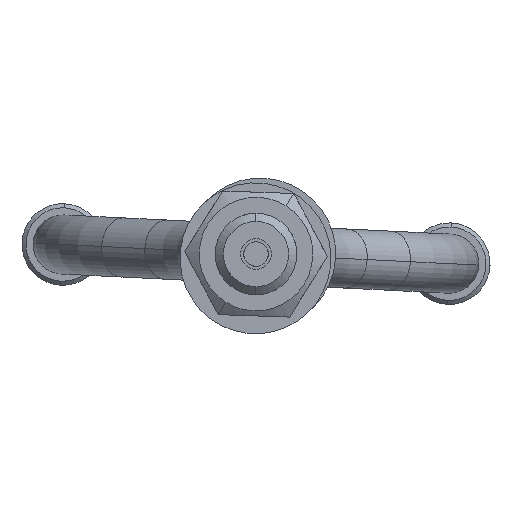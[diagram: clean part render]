
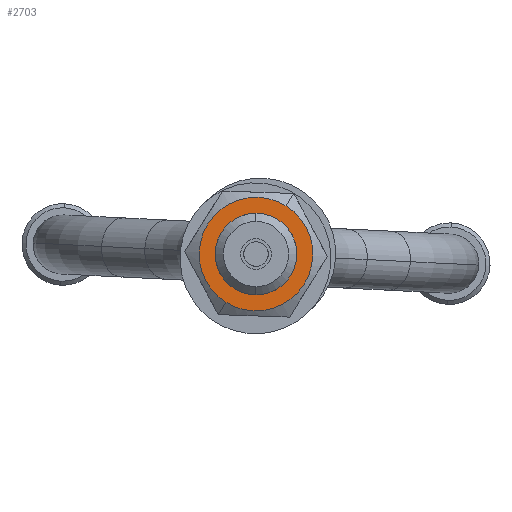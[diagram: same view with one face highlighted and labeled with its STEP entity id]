
A CAD part, left-side view. The second image highlights one B-rep face of the part: STEP entity #2703.
In plain terms, the highlighted planar face has unit normal (-1, 0, 0).
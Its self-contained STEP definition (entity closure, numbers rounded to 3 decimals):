
#4 = CARTESIAN_POINT ( 'NONE',  ( -1.2, 0., 0. ) ) ;
#313 = CIRCLE ( 'NONE', #1121, 2. ) ;
#393 = DIRECTION ( 'NONE',  ( 1., 0., 0. ) ) ;
#440 = DIRECTION ( 'NONE',  ( 1., 0., 0. ) ) ;
#618 = DIRECTION ( 'NONE',  ( 0., 0., -1. ) ) ;
#675 = CARTESIAN_POINT ( 'NONE',  ( -1.2, 0., 0. ) ) ;
#692 = CIRCLE ( 'NONE', #1326, 2. ) ;
#736 = EDGE_CURVE ( 'NONE', #994, #833, #1888, .T. ) ;
#788 = EDGE_CURVE ( 'NONE', #1027, #1057, #692, .T. ) ;
#833 = VERTEX_POINT ( 'NONE', #2188 ) ;
#868 = PLANE ( 'NONE',  #1327 ) ;
#994 = VERTEX_POINT ( 'NONE', #1805 ) ;
#1027 = VERTEX_POINT ( 'NONE', #1584 ) ;
#1057 = VERTEX_POINT ( 'NONE', #1619 ) ;
#1121 = AXIS2_PLACEMENT_3D ( 'NONE', #1259, #440, #618 ) ;
#1153 = DIRECTION ( 'NONE',  ( 1., 0., 0. ) ) ;
#1165 = EDGE_CURVE ( 'NONE', #1057, #1027, #313, .T. ) ;
#1180 = AXIS2_PLACEMENT_3D ( 'NONE', #2147, #1739, #1973 ) ;
#1203 = EDGE_CURVE ( 'NONE', #833, #994, #2497, .T. ) ;
#1259 = CARTESIAN_POINT ( 'NONE',  ( -1.2, 0., 0. ) ) ;
#1293 = ORIENTED_EDGE ( 'NONE', *, *, #736, .F. ) ;
#1326 = AXIS2_PLACEMENT_3D ( 'NONE', #1364, #1153, #1947 ) ;
#1327 = AXIS2_PLACEMENT_3D ( 'NONE', #675, #2391, #1714 ) ;
#1336 = ORIENTED_EDGE ( 'NONE', *, *, #788, .T. ) ;
#1364 = CARTESIAN_POINT ( 'NONE',  ( -1.2, 0., 0. ) ) ;
#1399 = ORIENTED_EDGE ( 'NONE', *, *, #1165, .T. ) ;
#1584 = CARTESIAN_POINT ( 'NONE',  ( -1.2, 0., 2. ) ) ;
#1619 = CARTESIAN_POINT ( 'NONE',  ( -1.2, 0., -2. ) ) ;
#1628 = FACE_BOUND ( 'NONE', #2503, .T. ) ;
#1714 = DIRECTION ( 'NONE',  ( 0., 0., -1. ) ) ;
#1739 = DIRECTION ( 'NONE',  ( 1., 0., 0. ) ) ;
#1795 = AXIS2_PLACEMENT_3D ( 'NONE', #4, #393, #2091 ) ;
#1805 = CARTESIAN_POINT ( 'NONE',  ( -1.2, 0., -2.786 ) ) ;
#1888 = CIRCLE ( 'NONE', #1180, 2.786 ) ;
#1915 = FACE_OUTER_BOUND ( 'NONE', #2453, .T. ) ;
#1947 = DIRECTION ( 'NONE',  ( 0., 0., -1. ) ) ;
#1973 = DIRECTION ( 'NONE',  ( 0., 0., -1. ) ) ;
#2091 = DIRECTION ( 'NONE',  ( 0., 0., -1. ) ) ;
#2147 = CARTESIAN_POINT ( 'NONE',  ( -1.2, 0., 0. ) ) ;
#2188 = CARTESIAN_POINT ( 'NONE',  ( -1.2, 0., 2.786 ) ) ;
#2317 = ORIENTED_EDGE ( 'NONE', *, *, #1203, .F. ) ;
#2391 = DIRECTION ( 'NONE',  ( 1., 0., 0. ) ) ;
#2453 = EDGE_LOOP ( 'NONE', ( #1293, #2317 ) ) ;
#2497 = CIRCLE ( 'NONE', #1795, 2.786 ) ;
#2503 = EDGE_LOOP ( 'NONE', ( #1336, #1399 ) ) ;
#2703 = ADVANCED_FACE ( 'NONE', ( #1628, #1915 ), #868, .F. ) ;
